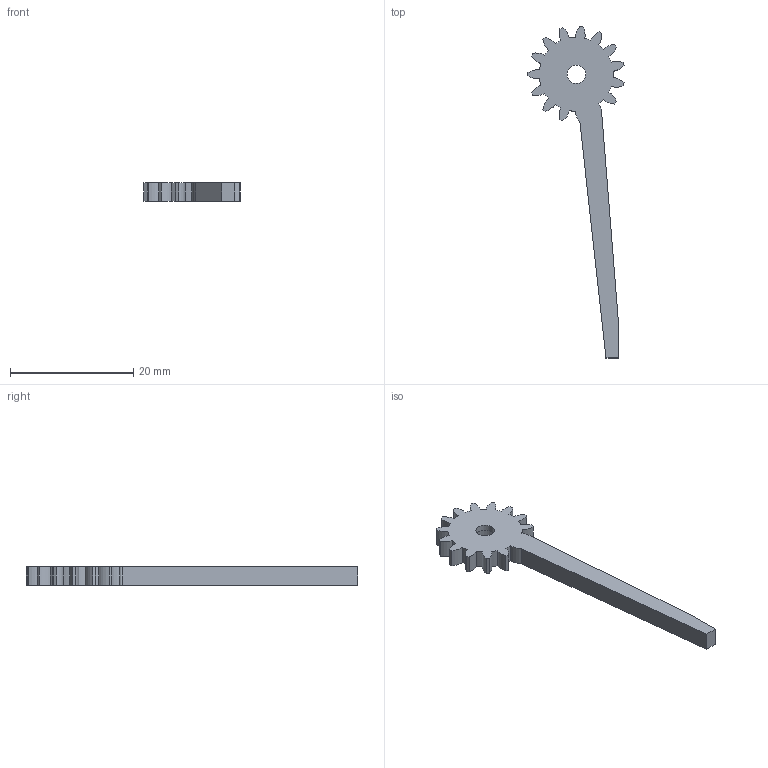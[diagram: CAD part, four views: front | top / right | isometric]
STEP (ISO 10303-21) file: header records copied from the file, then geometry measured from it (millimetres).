
FILE_DESCRIPTION(/* description */ ('STEP AP214','CAx-IF Rec.Pracs.---User Defined Attributes---1.5---2016-08-15'),/* implementation_level */ '2;1');
FILE_NAME(/* name */ '69514241e2474bc8590229b0',/* time_stamp */ '2025-12-28T14:44:18Z',/* author */ (''),/* organization */ (''),/* preprocessor_version */ 'ST-DEVELOPER v20',/* originating_system */ 'ONSHAPE BY PTC INC, 1.208',/* authorisation */ ' ');
FILE_SCHEMA (('AUTOMOTIVE_DESIGN {1 0 10303 214 3 1 1}'));
Length unit declared in the file: metre
Products named in the file (1): Part 1
Bounding box: 15.59 x 53.84 x 3 mm (x, y, z)
Volume: 748.9 mm3; surface area: 1035 mm2
Topology: 1 solids, 1 shells, 64 faces, 183 edges, 122 vertices
Faces by surface type: cylinder 44, plane 20
Full cylindrical faces by diameter (mm): 3 x1, 5.5 x1
Entity records: 2159 total; most frequent: DIRECTION 399, CARTESIAN_POINT 368, ORIENTED_EDGE 362, EDGE_CURVE 181, AXIS2_PLACEMENT_3D 153, VERTEX_POINT 122, LINE 93, VECTOR 93
